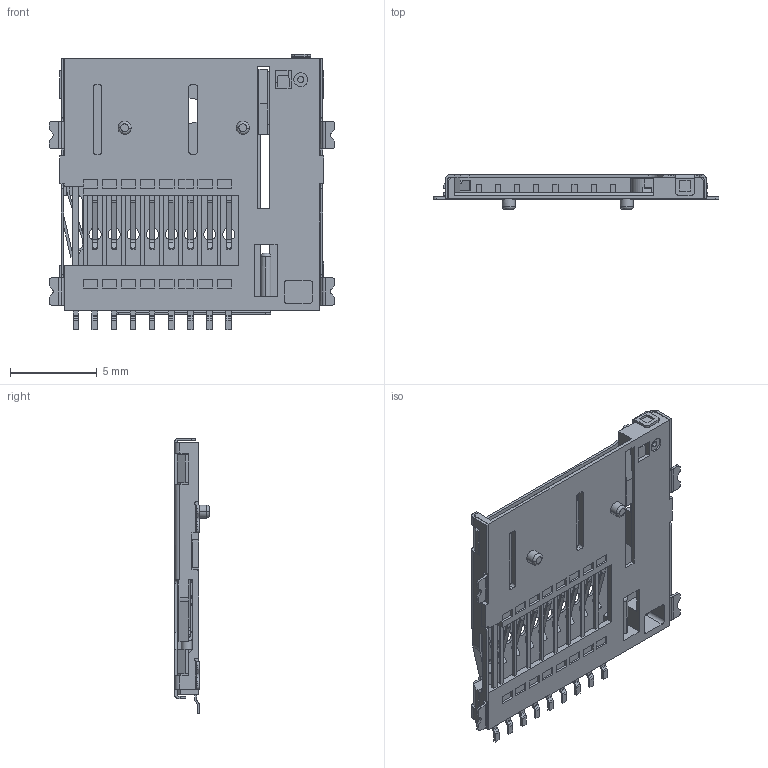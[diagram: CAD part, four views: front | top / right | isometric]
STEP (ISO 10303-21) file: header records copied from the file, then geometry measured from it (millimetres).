
FILE_DESCRIPTION (( 'STEP AP214' ), '1' );
FILE_NAME ('MEM2075_00_140_01_A.STEP', '2021-02-23T10:54:19', ( '' ), ( '' ), 'SwSTEP 2.0', 'SolidWorks 2020', '' );
FILE_SCHEMA (( 'AUTOMOTIVE_DESIGN' ));
Length unit declared in the file: millimetre
Products named in the file (4): MEM2075_00_140_01_A_7; MEM2075_00_140_01_A_5; MEM2075_00_140_01_A; MEM2075_00_140_01_A_3
Assembly tree (3 placements, depth 2):
  MEM2075_00_140_01_A
    MEM2075_00_140_01_A_3
    MEM2075_00_140_01_A_5
    MEM2075_00_140_01_A_7
Bounding box: 16.44 x 2 x 15.85 mm (x, y, z)
Volume: 123.4 mm3; surface area: 1057.6 mm2
Topology: 3 solids, 3 shells, 891 faces, 2519 edges, 1672 vertices
Faces by surface type: plane 652, cylinder 227, bspline 12
Entity records: 39075 total; most frequent: CARTESIAN_POINT 5568, ORIENTED_EDGE 5038, DIRECTION 4704, EDGE_CURVE 2519, LINE 2020, VECTOR 2020, VERTEX_POINT 1672, AXIS2_PLACEMENT_3D 1342
